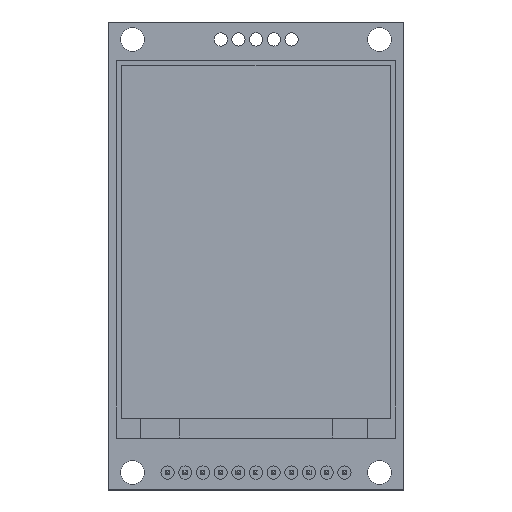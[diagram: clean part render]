
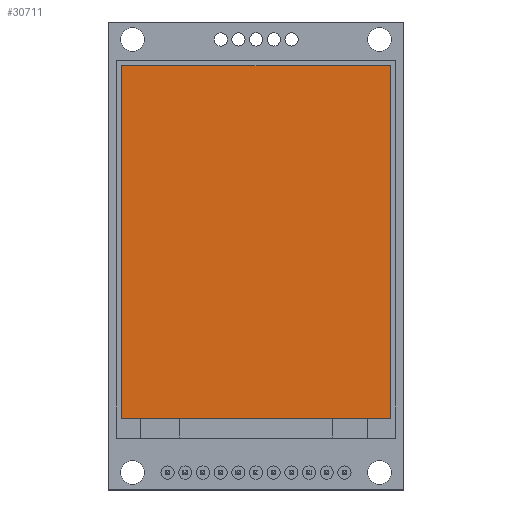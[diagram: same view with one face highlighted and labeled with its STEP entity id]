
A CAD part, top view. The second image highlights one B-rep face of the part: STEP entity #30711.
In plain terms, the highlighted planar face has unit normal (0, 0, 1).
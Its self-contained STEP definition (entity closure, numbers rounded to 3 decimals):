
#3684=PLANE('',#32681);
#4418=FACE_OUTER_BOUND('',#6209,.T.);
#6209=EDGE_LOOP('',(#21764,#21765,#21766,#21767));
#8234=LINE('',#38355,#10841);
#8237=LINE('',#38361,#10844);
#8240=LINE('',#38367,#10847);
#8243=LINE('',#38371,#10850);
#10841=VECTOR('',#34054,10.);
#10844=VECTOR('',#34059,10.);
#10847=VECTOR('',#34064,10.);
#10850=VECTOR('',#34069,10.);
#13391=VERTEX_POINT('',#38352);
#13392=VERTEX_POINT('',#38354);
#13394=VERTEX_POINT('',#38360);
#13396=VERTEX_POINT('',#38366);
#16664=EDGE_CURVE('',#13392,#13391,#8234,.T.);
#16667=EDGE_CURVE('',#13394,#13392,#8237,.T.);
#16670=EDGE_CURVE('',#13396,#13394,#8240,.T.);
#16673=EDGE_CURVE('',#13391,#13396,#8243,.T.);
#21764=ORIENTED_EDGE('',*,*,#16673,.T.);
#21765=ORIENTED_EDGE('',*,*,#16670,.T.);
#21766=ORIENTED_EDGE('',*,*,#16667,.T.);
#21767=ORIENTED_EDGE('',*,*,#16664,.T.);
#30711=ADVANCED_FACE('',(#4418),#3684,.T.);
#32681=AXIS2_PLACEMENT_3D('',#38372,#34070,#34071);
#34054=DIRECTION('',(0.,-1.,0.));
#34059=DIRECTION('',(-1.,0.,0.));
#34064=DIRECTION('',(0.,1.,0.));
#34069=DIRECTION('',(1.,0.,0.));
#34070=DIRECTION('center_axis',(0.,0.,1.));
#34071=DIRECTION('ref_axis',(1.,0.,0.));
#38352=CARTESIAN_POINT('',(1.93,10.3,4.37));
#38354=CARTESIAN_POINT('',(1.93,60.9,4.37));
#38355=CARTESIAN_POINT('',(1.93,10.3,4.37));
#38360=CARTESIAN_POINT('',(40.53,60.9,4.37));
#38361=CARTESIAN_POINT('',(1.93,60.9,4.37));
#38366=CARTESIAN_POINT('',(40.53,10.3,4.37));
#38367=CARTESIAN_POINT('',(40.53,60.9,4.37));
#38371=CARTESIAN_POINT('',(4.641,10.3,4.37));
#38372=CARTESIAN_POINT('Origin',(21.23,35.6,4.37));
